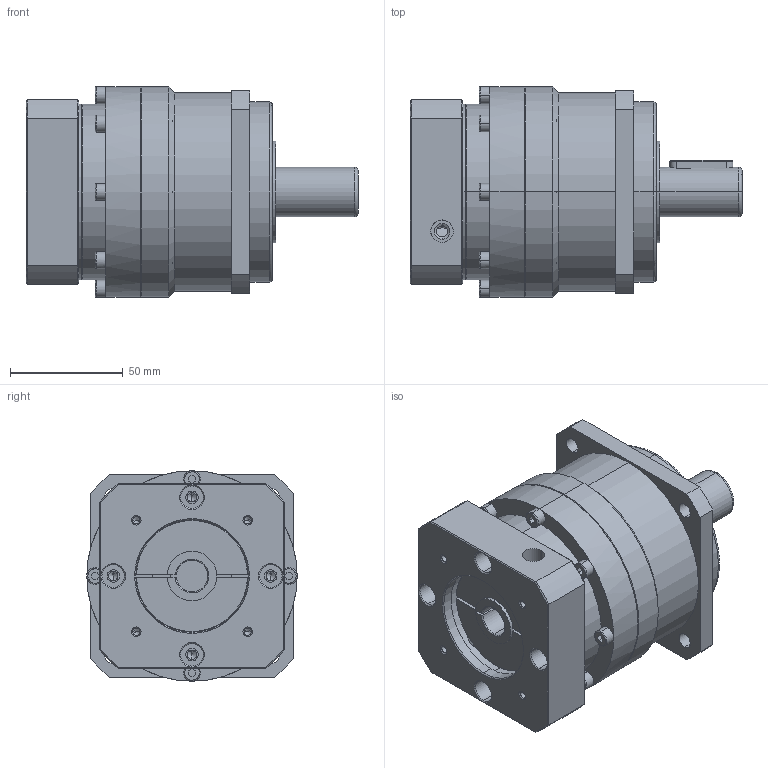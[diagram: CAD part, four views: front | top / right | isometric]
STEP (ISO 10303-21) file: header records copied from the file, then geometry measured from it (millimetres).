
FILE_DESCRIPTION (( 'STEP AP214' ), '1' );
FILE_NAME ('PB090-L1-14-50-70-M4-M5.STEP', '2022-02-12T07:54:00', ( 'admin' ), ( '' ), 'SwSTEP 2.0', 'SolidWorks 2013', '' );
FILE_SCHEMA (( 'AUTOMOTIVE_DESIGN' ));
Length unit declared in the file: millimetre
Products named in the file (5): PB090-50-70M4; 19_X2_8F6C_X0_14_X2_5957_X0_; PB090_X2_58F34F537AEF_X0_-19; PB090_X2_8F9351FA7AEF_X0_; PB090-L1-14-50-70-M4-M5
Assembly tree (4 placements, depth 2):
  PB090-L1-14-50-70-M4-M5
    PB090_X2_8F9351FA7AEF_X0_
    PB090_X2_58F34F537AEF_X0_-19
    19_X2_8F6C_X0_14_X2_5957_X0_
    PB090-50-70M4
Bounding box: 147.5 x 93.5 x 93.5 mm (x, y, z)
Volume: 651785.7 mm3; surface area: 99996.4 mm2
Topology: 5 solids, 5 shells, 432 faces, 1070 edges, 645 vertices
Faces by surface type: cylinder 166, plane 128, cone 106, bspline 32
Entity records: 18312 total; most frequent: CARTESIAN_POINT 3394, DIRECTION 2162, ORIENTED_EDGE 1996, EDGE_CURVE 998, AXIS2_PLACEMENT_3D 839, VERTEX_POINT 637, EDGE_LOOP 523, VECTOR 484
